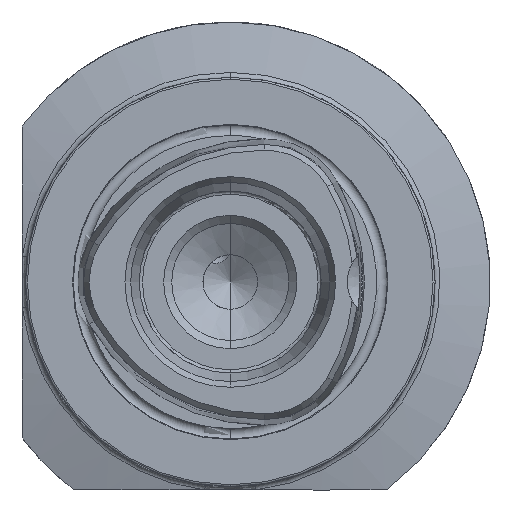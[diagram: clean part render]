
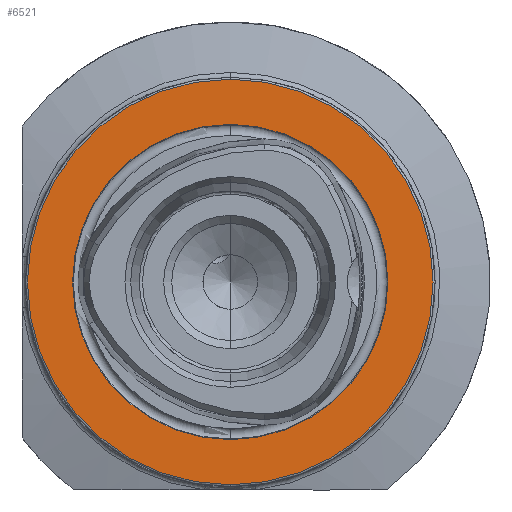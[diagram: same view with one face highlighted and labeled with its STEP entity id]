
A CAD part, left-side view. The second image highlights one B-rep face of the part: STEP entity #6521.
In plain terms, the highlighted planar face has unit normal (-1, 0, 0).
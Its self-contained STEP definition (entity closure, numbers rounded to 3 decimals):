
#34 = AXIS2_PLACEMENT_3D ( 'NONE', #4238, #4274, #4236 ) ;
#176 = AXIS2_PLACEMENT_3D ( 'NONE', #4234, #4268, #4261 ) ;
#252 = AXIS2_PLACEMENT_3D ( 'NONE', #7555, #7543, #7549 ) ;
#255 = AXIS2_PLACEMENT_3D ( 'NONE', #7590, #7980, #7588 ) ;
#453 = FACE_OUTER_BOUND ( 'NONE', #5691, .T. ) ;
#1593 = DIRECTION ( 'NONE',  ( 0., 0., -1. ) ) ;
#1597 = DIRECTION ( 'NONE',  ( 1., 0., 0. ) ) ;
#1598 = PLANE ( 'NONE',  #4052 ) ;
#1608 = CARTESIAN_POINT ( 'NONE',  ( 0., 24.25, 0. ) ) ;
#2253 = CIRCLE ( 'NONE', #34, 24.25 ) ;
#2256 = CIRCLE ( 'NONE', #176, 31.2 ) ;
#2618 = VERTEX_POINT ( 'NONE', #5922 ) ;
#2624 = VERTEX_POINT ( 'NONE', #5916 ) ;
#2693 = VERTEX_POINT ( 'NONE', #5831 ) ;
#3259 = CARTESIAN_POINT ( 'NONE',  ( 0., 0., 31.2 ) ) ;
#4052 = AXIS2_PLACEMENT_3D ( 'NONE', #1608, #1597, #1593 ) ;
#4234 = CARTESIAN_POINT ( 'NONE',  ( 0., 0., 0. ) ) ;
#4236 = DIRECTION ( 'NONE',  ( 0., 0., 1. ) ) ;
#4238 = CARTESIAN_POINT ( 'NONE',  ( 0., 0., 0. ) ) ;
#4261 = DIRECTION ( 'NONE',  ( 0., 0., 1. ) ) ;
#4268 = DIRECTION ( 'NONE',  ( -1., 0., 0. ) ) ;
#4274 = DIRECTION ( 'NONE',  ( -1., 0., 0. ) ) ;
#4415 = EDGE_CURVE ( 'NONE', #2693, #2618, #7009, .T. ) ;
#4419 = EDGE_CURVE ( 'NONE', #6349, #2624, #7000, .T. ) ;
#4617 = EDGE_CURVE ( 'NONE', #2624, #6349, #2256, .T. ) ;
#4619 = EDGE_CURVE ( 'NONE', #2618, #2693, #2253, .T. ) ;
#5343 = FACE_BOUND ( 'NONE', #5692, .T. ) ;
#5519 = ORIENTED_EDGE ( 'NONE', *, *, #4619, .F. ) ;
#5520 = ORIENTED_EDGE ( 'NONE', *, *, #4415, .F. ) ;
#5521 = ORIENTED_EDGE ( 'NONE', *, *, #4419, .T. ) ;
#5522 = ORIENTED_EDGE ( 'NONE', *, *, #4617, .T. ) ;
#5691 = EDGE_LOOP ( 'NONE', ( #5521, #5522 ) ) ;
#5692 = EDGE_LOOP ( 'NONE', ( #5519, #5520 ) ) ;
#5831 = CARTESIAN_POINT ( 'NONE',  ( 0., 0., -24.25 ) ) ;
#5916 = CARTESIAN_POINT ( 'NONE',  ( 0., 0., -31.2 ) ) ;
#5922 = CARTESIAN_POINT ( 'NONE',  ( 0., 0., 24.25 ) ) ;
#6349 = VERTEX_POINT ( 'NONE', #3259 ) ;
#6521 = ADVANCED_FACE ( 'NONE', ( #5343, #453 ), #1598, .F. ) ;
#7000 = CIRCLE ( 'NONE', #252, 31.2 ) ;
#7009 = CIRCLE ( 'NONE', #255, 24.25 ) ;
#7543 = DIRECTION ( 'NONE',  ( -1., 0., 0. ) ) ;
#7549 = DIRECTION ( 'NONE',  ( 0., 0., 1. ) ) ;
#7555 = CARTESIAN_POINT ( 'NONE',  ( 0., 0., 0. ) ) ;
#7588 = DIRECTION ( 'NONE',  ( 0., 0., 1. ) ) ;
#7590 = CARTESIAN_POINT ( 'NONE',  ( 0., 0., 0. ) ) ;
#7980 = DIRECTION ( 'NONE',  ( -1., 0., 0. ) ) ;
